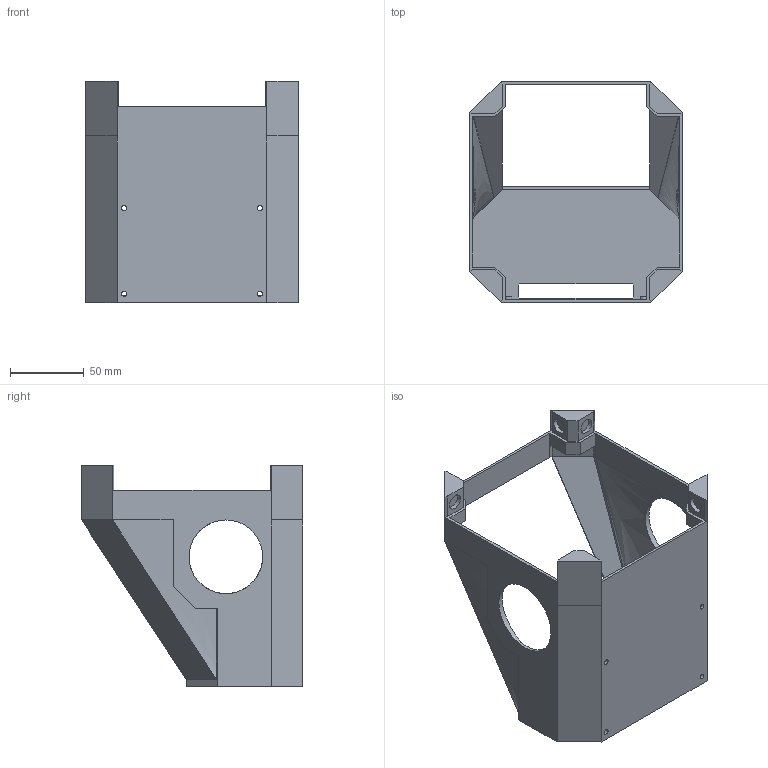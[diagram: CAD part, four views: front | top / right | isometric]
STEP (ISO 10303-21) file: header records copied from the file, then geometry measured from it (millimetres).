
FILE_DESCRIPTION(/* description */ (''),/* implementation_level */ '2;1');
FILE_NAME(/* name */ 'backv1.step',/* time_stamp */ '2025-10-20T01:16:40-04:00',/* author */ (''),/* organization */ (''),/* preprocessor_version */ 'ST-DEVELOPER v20.1',/* originating_system */ 'Autodesk Translation Framework v14.17.0.0',/* authorisation */ '');
FILE_SCHEMA (('AUTOMOTIVE_DESIGN { 1 0 10303 214 3 1 1 }'));
Length unit declared in the file: millimetre
Products named in the file (1): 2025-10-19-22-33-37-329
Bounding box: 144 x 150 x 150 mm (x, y, z)
Volume: 156851.1 mm3; surface area: 125048.1 mm2
Topology: 1 solids, 1 shells, 167 faces, 420 edges, 264 vertices
Faces by surface type: plane 139, cylinder 18, bspline 10
Full cylindrical faces by diameter (mm): 3.5 x4, 5 x4, 10.5 x8, 50 x2
Entity records: 5131 total; most frequent: CARTESIAN_POINT 1108, ORIENTED_EDGE 840, DIRECTION 764, EDGE_CURVE 420, LINE 356, VECTOR 356, VERTEX_POINT 264, AXIS2_PLACEMENT_3D 204
